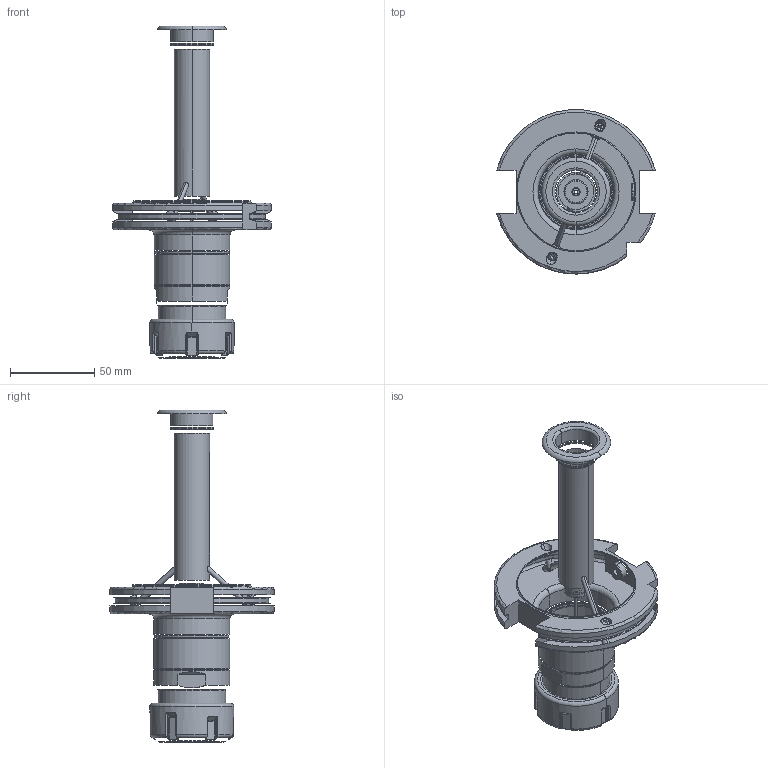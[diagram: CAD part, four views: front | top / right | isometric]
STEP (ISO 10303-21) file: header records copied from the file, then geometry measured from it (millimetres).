
FILE_DESCRIPTION((''),'2;1');
FILE_NAME('503_16_02_20','2023-03-23T',('104091'),(''),'CREO PARAMETRIC BY PTC INC, 2016260','CREO PARAMETRIC BY PTC INC, 2016260','');
FILE_SCHEMA(('CONFIG_CONTROL_DESIGN'));
Length unit declared in the file: millimetre
Products named in the file (1): 503_16_02_20
Bounding box: 94.05 x 97.31 x 196.75 mm (x, y, z)
Volume: 268.2 mm3; surface area: 42956.4 mm2
Topology: 2 solids, 23 shells, 333 faces, 887 edges, 565 vertices
Faces by surface type: cylinder 99, plane 98, torus 64, bspline 60, sphere 12
Entity records: 14771 total; most frequent: CARTESIAN_POINT 5913, ORIENTED_EDGE 1898, DIRECTION 1728, EDGE_CURVE 949, AXIS2_PLACEMENT_3D 677, VERTEX_POINT 570, EDGE_LOOP 427, FACE_OUTER_BOUND 401
